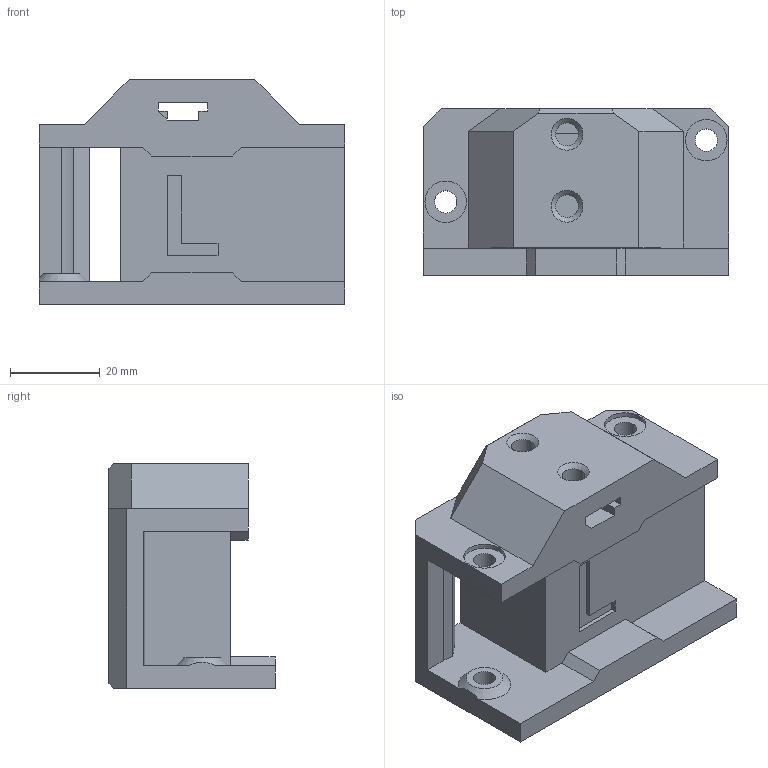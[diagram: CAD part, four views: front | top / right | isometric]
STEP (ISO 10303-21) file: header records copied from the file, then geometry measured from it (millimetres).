
FILE_DESCRIPTION(/* description */ (''),/* implementation_level */ '2;1');
FILE_NAME(/* name */ 'XY Joiner top rails - xy_joiner_left.step',/* time_stamp */ '2020-09-05T13:27:02+02:00',/* author */ (''),/* organization */ (''),/* preprocessor_version */ 'ST-DEVELOPER v18.1',/* originating_system */ 'Autodesk Translation Framework v9.3.0.1241',/* authorisation */ '');
FILE_SCHEMA (('AUTOMOTIVE_DESIGN { 1 0 10303 214 3 1 1 }'));
Length unit declared in the file: millimetre
Products named in the file (1): L
Bounding box: 68 x 37 x 50 mm (x, y, z)
Volume: 60852.8 mm3; surface area: 18038.2 mm2
Topology: 1 solids, 1 shells, 97 faces, 259 edges, 170 vertices
Faces by surface type: plane 79, cylinder 14, cone 4
Full cylindrical faces by diameter (mm): 5 x4, 5.1 x4, 9 x2, 9.222 x2
Entity records: 3054 total; most frequent: CARTESIAN_POINT 537, ORIENTED_EDGE 518, DIRECTION 484, EDGE_CURVE 259, LINE 220, VECTOR 220, VERTEX_POINT 170, AXIS2_PLACEMENT_3D 132
